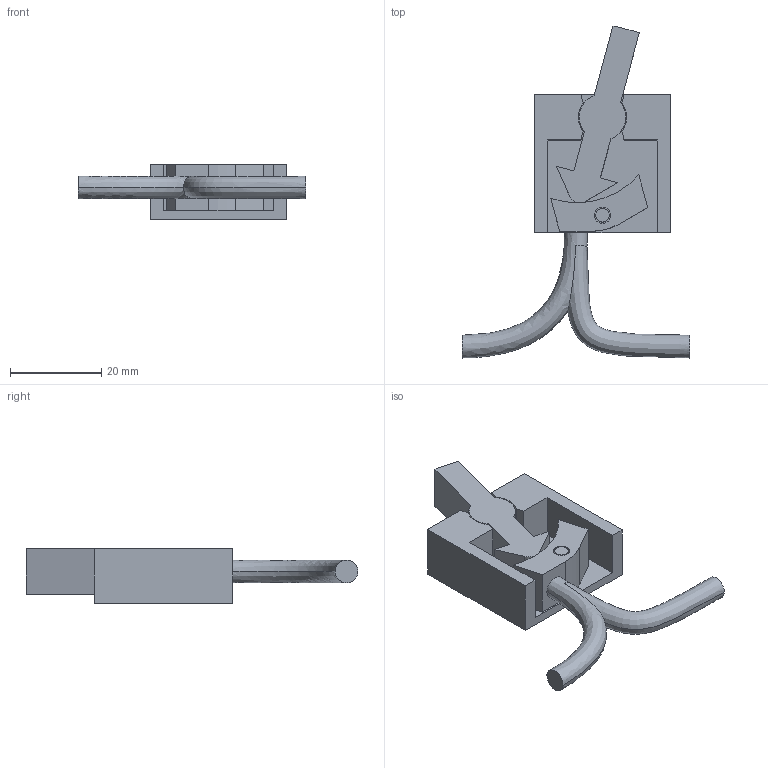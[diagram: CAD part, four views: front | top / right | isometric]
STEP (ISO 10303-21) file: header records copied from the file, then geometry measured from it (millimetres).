
FILE_DESCRIPTION(/* description */ (''),/* implementation_level */ '2;1');
FILE_NAME(/* name */ 'Input-Switch-Pipe.step',/* time_stamp */ '2022-04-06T17:02:17+01:00',/* author */ (''),/* organization */ (''),/* preprocessor_version */ 'ST-DEVELOPER v18.1',/* originating_system */ 'Autodesk Translation Framework v10.13.0.1454',/* authorisation */ '');
FILE_SCHEMA (('AUTOMOTIVE_DESIGN { 1 0 10303 214 3 1 1 }'));
Length unit declared in the file: millimetre
Products named in the file (1): Toggle Switch_for Plug-in
Bounding box: 50 x 72.8 x 12 mm (x, y, z)
Volume: 10587.1 mm3; surface area: 7472.1 mm2
Topology: 4 solids, 4 shells, 53 faces, 132 edges, 88 vertices
Faces by surface type: plane 40, cylinder 9, bspline 4
Full cylindrical faces by diameter (mm): 3 x1, 3.6 x1
Entity records: 2442 total; most frequent: CARTESIAN_POINT 1160, ORIENTED_EDGE 264, DIRECTION 235, EDGE_CURVE 132, LINE 99, VECTOR 99, VERTEX_POINT 88, AXIS2_PLACEMENT_3D 68
